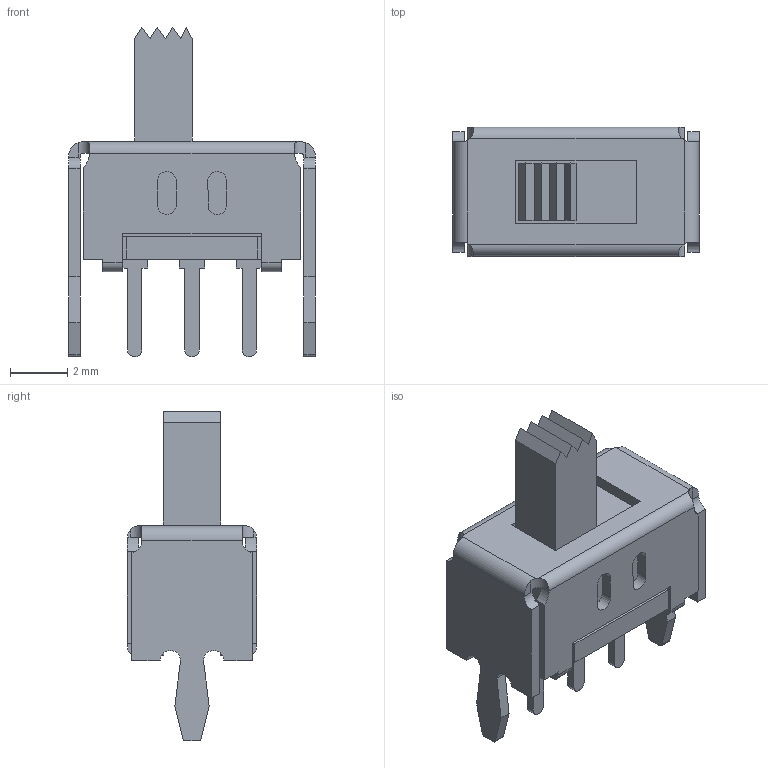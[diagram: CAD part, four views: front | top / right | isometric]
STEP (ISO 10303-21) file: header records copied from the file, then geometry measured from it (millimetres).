
FILE_DESCRIPTION((''),'2;1');
FILE_NAME('22','2021-09-02T23:33:52',('Administrator'),(''),'CREO PARAMETRIC BY PTC INC, 2016510','CREO PARAMETRIC BY PTC INC, 2016510','');
FILE_SCHEMA(('CONFIG_CONTROL_DESIGN','GEOMETRIC_VALIDATION_PROPERTIES_MIM'));
Length unit declared in the file: millimetre
Products named in the file (1): 22
Bounding box: 8.6 x 4.5 x 11.5 mm (x, y, z)
Volume: 139.6 mm3; surface area: 456.4 mm2
Topology: 2 solids, 2 shells, 270 faces, 754 edges, 500 vertices
Faces by surface type: plane 229, cylinder 41
Entity records: 10620 total; most frequent: CARTESIAN_POINT 1614, ORIENTED_EDGE 1508, DIRECTION 1356, EDGE_CURVE 754, VECTOR 660, LINE 660, VERTEX_POINT 500, AXIS2_PLACEMENT_3D 348
